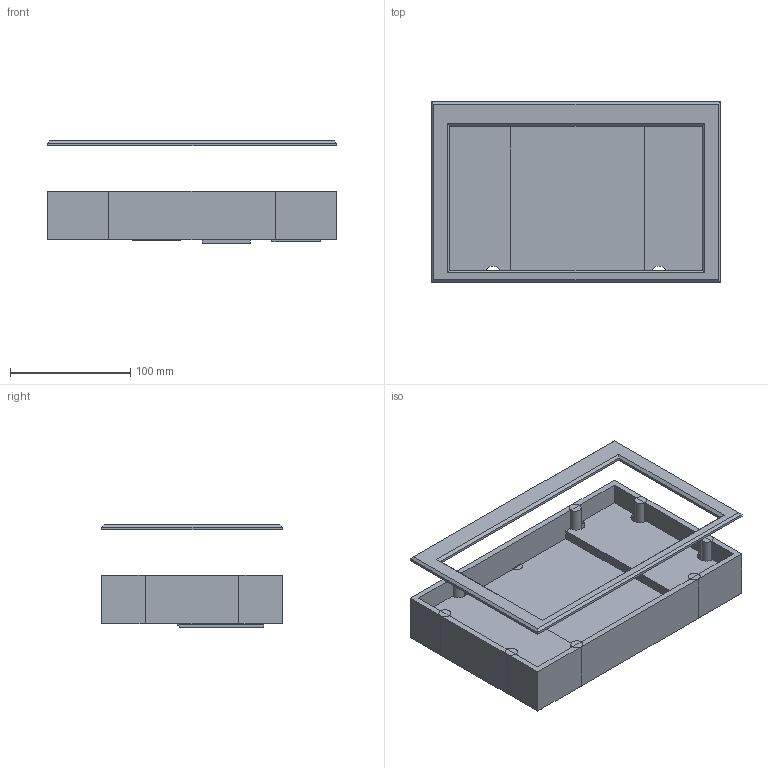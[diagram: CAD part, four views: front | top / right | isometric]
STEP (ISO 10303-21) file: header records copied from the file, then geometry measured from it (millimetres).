
FILE_DESCRIPTION(('FreeCAD Model'),'2;1');
FILE_NAME('Open CASCADE Shape Model','2024-03-15T17:04:14',(''),(''), 'Open CASCADE STEP processor 7.6','FreeCAD','Unknown');
FILE_SCHEMA(('AUTOMOTIVE_DESIGN { 1 0 10303 214 1 1 1 1 }'));
Length unit declared in the file: millimetre
Products named in the file (11): boxx; acc; acc1; acc2; acc3; acc4; acc5; acc6; front plate; mid plate; border
Assembly tree (10 placements, depth 3):
  boxx
    acc
      acc1
      acc2
      acc3
      acc4
      acc5
      acc6
    front plate
    mid plate
    border
Bounding box: 240 x 150 x 85 mm (x, y, z)
Volume: 409930.2 mm3; surface area: 207527.8 mm2
Topology: 9 solids, 9 shells, 213 faces, 447 edges, 250 vertices
Faces by surface type: plane 184, cylinder 29
Entity records: 5756 total; most frequent: DIRECTION 1005, CARTESIAN_POINT 921, ORIENTED_EDGE 894, EDGE_CURVE 447, LINE 337, VECTOR 337, AXIS2_PLACEMENT_3D 334, VERTEX_POINT 250
